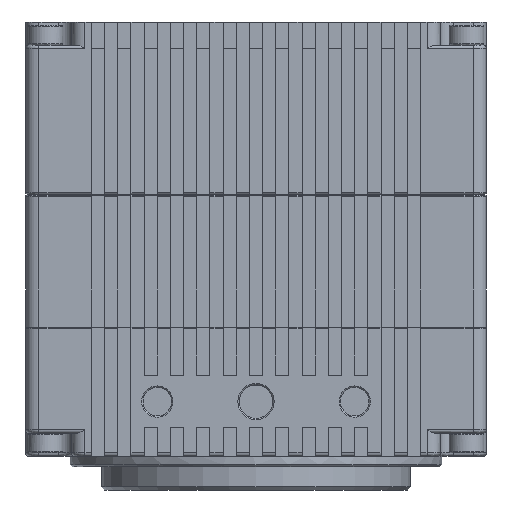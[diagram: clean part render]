
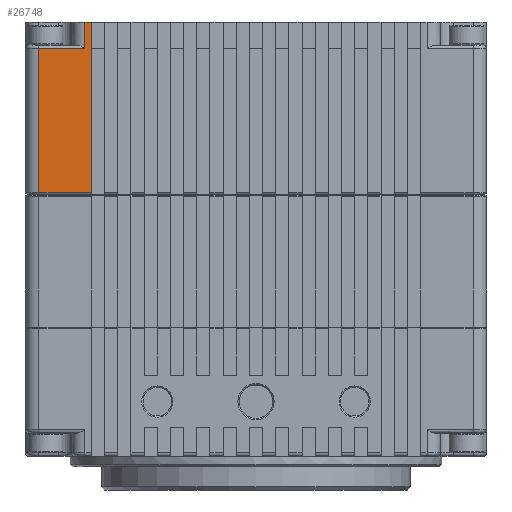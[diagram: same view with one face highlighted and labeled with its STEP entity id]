
A CAD part, left-side view. The second image highlights one B-rep face of the part: STEP entity #26748.
In plain terms, the highlighted face is planar.
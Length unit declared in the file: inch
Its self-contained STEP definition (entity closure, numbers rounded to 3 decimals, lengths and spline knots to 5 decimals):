
#1872 = CARTESIAN_POINT ( 'NONE',  ( -1.29921, -1.37795, 6.89266 ) ) ;
#3015 = ORIENTED_EDGE ( 'NONE', *, *, #49123, .T. ) ;
#5133 = VECTOR ( 'NONE', #100933, 39.37008 ) ;
#5175 = EDGE_CURVE ( 'NONE', #90106, #43111, #71217, .T. ) ;
#5769 = VECTOR ( 'NONE', #54910, 39.37008 ) ;
#6892 = VECTOR ( 'NONE', #42915, 39.37008 ) ;
#7132 = VECTOR ( 'NONE', #60283, 39.37008 ) ;
#8375 = EDGE_CURVE ( 'NONE', #37790, #43111, #67960, .T. ) ;
#8537 = LINE ( 'NONE', #1872, #12857 ) ;
#8985 = ORIENTED_EDGE ( 'NONE', *, *, #98717, .T. ) ;
#12857 = VECTOR ( 'NONE', #41303, 39.37008 ) ;
#13226 = CARTESIAN_POINT ( 'NONE',  ( -1.02362, -1.37795, 2.69685 ) ) ;
#14750 = ORIENTED_EDGE ( 'NONE', *, *, #8375, .F. ) ;
#26748 = ADVANCED_FACE ( 'NONE', ( #86134 ), #47221, .T. ) ;
#28104 = AXIS2_PLACEMENT_3D ( 'NONE', #78458, #74799, #66647 ) ;
#29021 = DIRECTION ( 'NONE',  ( -1., 0., 0. ) ) ;
#29046 = CARTESIAN_POINT ( 'NONE',  ( 0., -1.37795, 2.69685 ) ) ;
#30858 = EDGE_CURVE ( 'NONE', #99923, #53308, #8537, .T. ) ;
#37790 = VERTEX_POINT ( 'NONE', #13226 ) ;
#38198 = CARTESIAN_POINT ( 'NONE',  ( -1.29921, -1.37795, 1.6752 ) ) ;
#40730 = CARTESIAN_POINT ( 'NONE',  ( -0.98425, -1.37795, 2.69685 ) ) ;
#41303 = DIRECTION ( 'NONE',  ( 0., 0., 1. ) ) ;
#42430 = LINE ( 'NONE', #74661, #6892 ) ;
#42915 = DIRECTION ( 'NONE',  ( 0., 0., -1. ) ) ;
#43111 = VERTEX_POINT ( 'NONE', #40730 ) ;
#43777 = ORIENTED_EDGE ( 'NONE', *, *, #5175, .T. ) ;
#43873 = LINE ( 'NONE', #66954, #45158 ) ;
#45158 = VECTOR ( 'NONE', #29021, 39.37008 ) ;
#47221 = PLANE ( 'NONE',  #28104 ) ;
#48747 = CARTESIAN_POINT ( 'NONE',  ( -1.37795, -1.37795, 2.53937 ) ) ;
#49123 = EDGE_CURVE ( 'NONE', #91187, #53308, #95356, .T. ) ;
#52417 = CARTESIAN_POINT ( 'NONE',  ( -1.02362, -1.37795, 2.53937 ) ) ;
#53308 = VERTEX_POINT ( 'NONE', #88580 ) ;
#54910 = DIRECTION ( 'NONE',  ( -1., 0., 0. ) ) ;
#60283 = DIRECTION ( 'NONE',  ( 1., 0., 0. ) ) ;
#66647 = DIRECTION ( 'NONE',  ( 0., 0., -1. ) ) ;
#66954 = CARTESIAN_POINT ( 'NONE',  ( -1.30843, -1.37795, 1.6752 ) ) ;
#67226 = EDGE_LOOP ( 'NONE', ( #70957, #92390, #43777, #14750, #8985, #3015 ) ) ;
#67960 = LINE ( 'NONE', #29046, #7132 ) ;
#70957 = ORIENTED_EDGE ( 'NONE', *, *, #30858, .F. ) ;
#71217 = LINE ( 'NONE', #77885, #5133 ) ;
#74661 = CARTESIAN_POINT ( 'NONE',  ( -1.02362, -1.37795, 0. ) ) ;
#74799 = DIRECTION ( 'NONE',  ( 0., -1., 0. ) ) ;
#77885 = CARTESIAN_POINT ( 'NONE',  ( -0.98425, -1.37795, 2.69685 ) ) ;
#78458 = CARTESIAN_POINT ( 'NONE',  ( -1.37795, -1.37795, 0. ) ) ;
#79418 = EDGE_CURVE ( 'NONE', #90106, #99923, #43873, .T. ) ;
#86134 = FACE_OUTER_BOUND ( 'NONE', #67226, .T. ) ;
#88580 = CARTESIAN_POINT ( 'NONE',  ( -1.29921, -1.37795, 2.53937 ) ) ;
#90106 = VERTEX_POINT ( 'NONE', #100014 ) ;
#91187 = VERTEX_POINT ( 'NONE', #52417 ) ;
#92390 = ORIENTED_EDGE ( 'NONE', *, *, #79418, .F. ) ;
#95356 = LINE ( 'NONE', #48747, #5769 ) ;
#98717 = EDGE_CURVE ( 'NONE', #37790, #91187, #42430, .T. ) ;
#99923 = VERTEX_POINT ( 'NONE', #38198 ) ;
#100014 = CARTESIAN_POINT ( 'NONE',  ( -0.98425, -1.37795, 1.6752 ) ) ;
#100933 = DIRECTION ( 'NONE',  ( 0., 0., 1. ) ) ;
